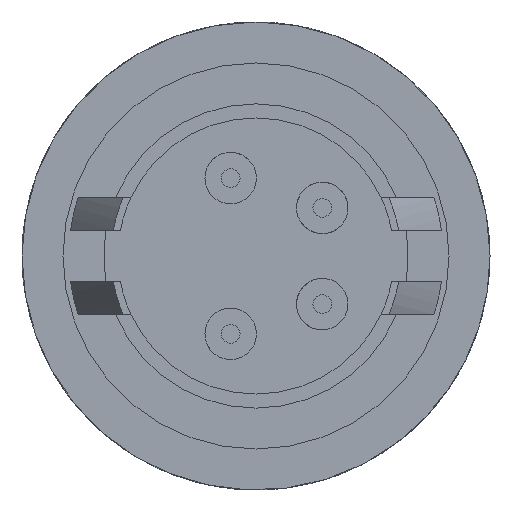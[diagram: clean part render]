
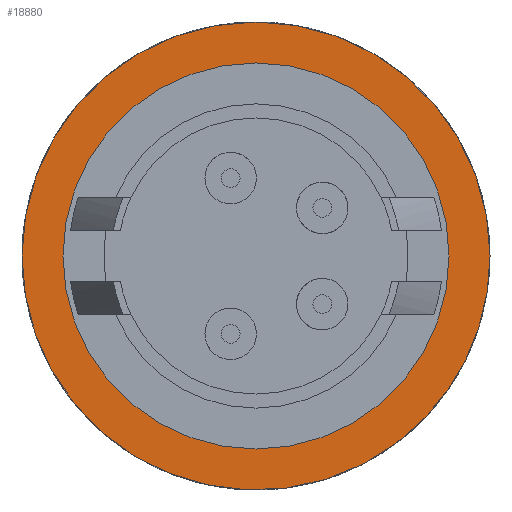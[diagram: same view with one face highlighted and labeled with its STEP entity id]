
A CAD part, front view. The second image highlights one B-rep face of the part: STEP entity #18880.
In plain terms, the highlighted planar face has unit normal (0, -1, 0).
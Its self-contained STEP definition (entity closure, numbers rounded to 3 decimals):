
#18040=CARTESIAN_POINT('',(20.154,12.83,0.));
#18050=VERTEX_POINT('',#18040);
#18400=CARTESIAN_POINT('',(0.154,12.83,
0.));
#18410=VERTEX_POINT('',#18400);
#18440=CARTESIAN_POINT('',(10.154,12.83,0.));
#18450=DIRECTION('',(0.,1.,0.));
#18460=DIRECTION('',(-1.,0.,0.));
#18470=AXIS2_PLACEMENT_3D('',#18440,#18450,#18460);
#18480=CIRCLE('',#18470,10.);
#18490=CARTESIAN_POINT('',(17.404,12.83,-6.887)
);
#18500=VERTEX_POINT('',#18490);
#18510=EDGE_CURVE('',#18500,#18410,#18480,.T.);
#18530=EDGE_CURVE('',#18050,#18500,#18480,.T.);
#18580=CARTESIAN_POINT('',(19.279,12.83,0.));
#18590=DIRECTION('',(-0.,-1.,-0.));
#18600=DIRECTION('',(-1.,0.,0.));
#18610=AXIS2_PLACEMENT_3D('',#18580,#18590,#18600);
#18620=PLANE('',#18610);
#18630=CARTESIAN_POINT('',(10.154,12.83,0.));
#18640=DIRECTION('',(0.,1.,0.));
#18650=DIRECTION('',(1.,0.,0.));
#18660=AXIS2_PLACEMENT_3D('',#18630,#18640,#18650);
#18670=CIRCLE('',#18660,8.25);
#18680=CARTESIAN_POINT('',(1.904,12.83,
0.));
#18690=VERTEX_POINT('',#18680);
#18700=CARTESIAN_POINT('',(18.404,12.83,0.));
#18710=VERTEX_POINT('',#18700);
#18720=EDGE_CURVE('',#18690,#18710,#18670,.T.);
#18730=ORIENTED_EDGE('',*,*,#18720,.T.);
#18740=CARTESIAN_POINT('',(10.154,12.83,-8.25));
#18750=VERTEX_POINT('',#18740);
#18760=EDGE_CURVE('',#18750,#18690,#18670,.T.);
#18770=ORIENTED_EDGE('',*,*,#18760,.T.);
#18780=EDGE_CURVE('',#18710,#18750,#18670,.T.);
#18790=ORIENTED_EDGE('',*,*,#18780,.T.);
#18800=EDGE_LOOP('',(#18790,#18770,#18730));
#18810=FACE_BOUND('',#18800,.T.);
#18820=ORIENTED_EDGE('',*,*,#18510,.F.);
#18830=EDGE_CURVE('',#18410,#18050,#18480,.T.);
#18840=ORIENTED_EDGE('',*,*,#18830,.F.);
#18850=ORIENTED_EDGE('',*,*,#18530,.F.);
#18860=EDGE_LOOP('',(#18850,#18840,#18820));
#18870=FACE_OUTER_BOUND('',#18860,.T.);
#18880=ADVANCED_FACE('',(#18810,#18870),#18620,.T.);
